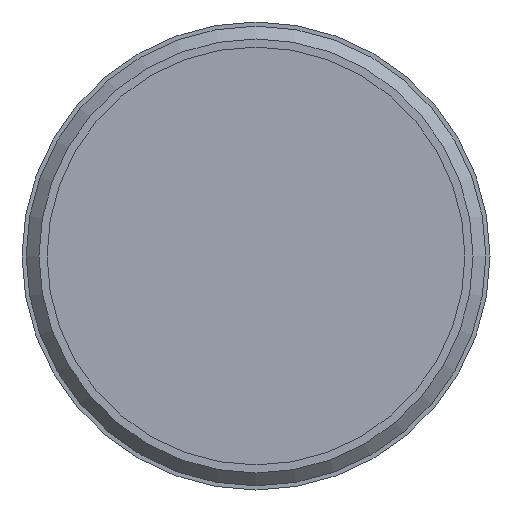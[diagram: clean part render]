
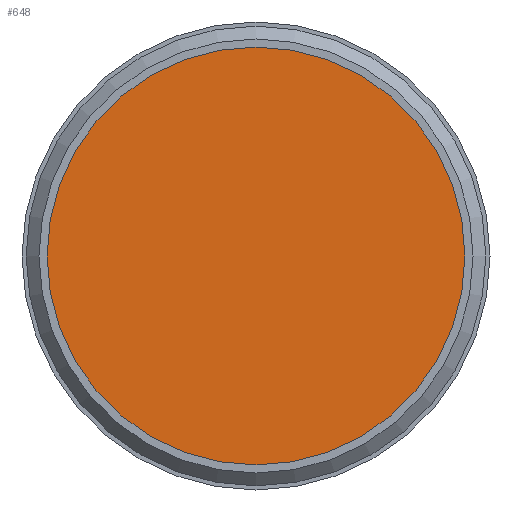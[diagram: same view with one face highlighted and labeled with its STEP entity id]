
A CAD part, front view. The second image highlights one B-rep face of the part: STEP entity #648.
In plain terms, the highlighted planar face has unit normal (0, -1, 0).
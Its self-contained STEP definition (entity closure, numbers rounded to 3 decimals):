
#100=ORIENTED_EDGE('',*,*,#147,.T.);
#147=EDGE_CURVE('',#182,#182,#213,.T.);
#182=VERTEX_POINT('',#994);
#213=CIRCLE('',#715,10.);
#271=EDGE_LOOP('',(#100));
#341=FACE_BOUND('',#271,.T.);
#367=PLANE('',#716);
#648=ADVANCED_FACE('',(#341),#367,.F.);
#715=AXIS2_PLACEMENT_3D('',#993,#833,#834);
#716=AXIS2_PLACEMENT_3D('',#995,#835,#836);
#833=DIRECTION('',(0.,-1.,0.));
#834=DIRECTION('',(1.,0.,0.));
#835=DIRECTION('',(0.,1.,0.));
#836=DIRECTION('',(-1.,0.,0.));
#993=CARTESIAN_POINT('',(0.,0.,0.));
#994=CARTESIAN_POINT('',(10.,0.,0.));
#995=CARTESIAN_POINT('',(10.,0.,0.));
